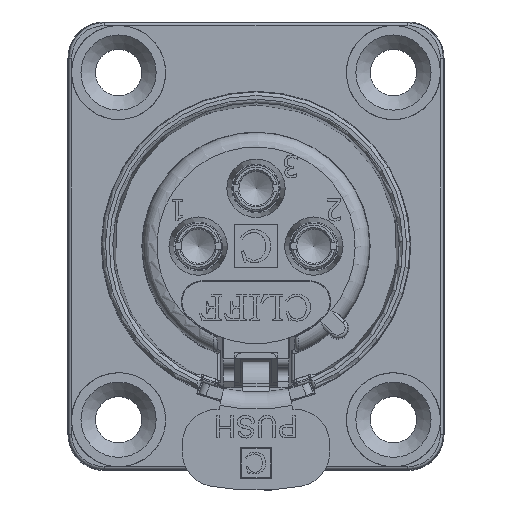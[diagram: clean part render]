
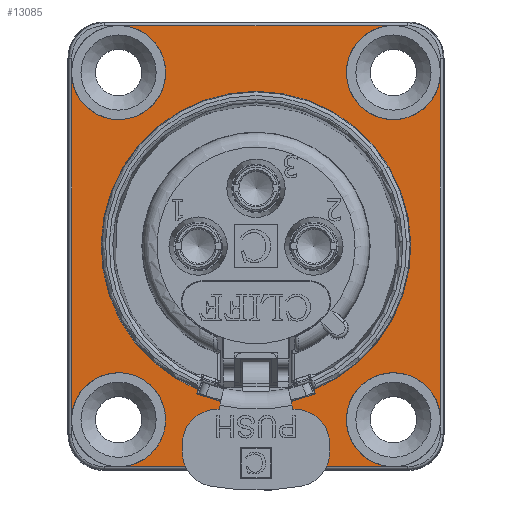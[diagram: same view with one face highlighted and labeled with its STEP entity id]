
A CAD part, top view. The second image highlights one B-rep face of the part: STEP entity #13085.
In plain terms, the highlighted planar face has unit normal (0, 0, 1).
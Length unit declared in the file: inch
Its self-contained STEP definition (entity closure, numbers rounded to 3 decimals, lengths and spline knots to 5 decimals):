
#241=FACE_BOUND('',#1816,.T.);
#1060=FACE_OUTER_BOUND('',#1815,.T.);
#1815=EDGE_LOOP('',(#9070,#9071,#9072,#9073,#9074,#9075,#9076,#9077));
#1816=EDGE_LOOP('',(#9078,#9079,#9080,#9081));
#2448=CIRCLE('',#13778,0.12795);
#2451=CIRCLE('',#13782,0.12795);
#2453=CIRCLE('',#13785,0.12795);
#2455=CIRCLE('',#13788,0.12795);
#2464=CIRCLE('',#13810,0.42126);
#2497=CIRCLE('',#13873,0.43307);
#3044=LINE('',#18961,#4160);
#3047=LINE('',#18987,#4163);
#3054=LINE('',#19040,#4170);
#3055=LINE('',#19056,#4171);
#3086=LINE('',#19302,#4202);
#3087=LINE('',#19305,#4203);
#4160=VECTOR('',#15122,0.92761);
#4163=VECTOR('',#15135,0.73076);
#4170=VECTOR('',#15176,0.73076);
#4171=VECTOR('',#15179,0.92761);
#4202=VECTOR('',#15402,0.01181);
#4203=VECTOR('',#15405,0.01181);
#5256=VERTEX_POINT('',#18953);
#5257=VERTEX_POINT('',#18960);
#5262=VERTEX_POINT('',#18979);
#5263=VERTEX_POINT('',#18986);
#5273=VERTEX_POINT('',#19026);
#5274=VERTEX_POINT('',#19033);
#5275=VERTEX_POINT('',#19042);
#5276=VERTEX_POINT('',#19049);
#5291=VERTEX_POINT('',#19108);
#5292=VERTEX_POINT('',#19110);
#5350=VERTEX_POINT('',#19301);
#5351=VERTEX_POINT('',#19303);
#6627=EDGE_CURVE('',#5256,#5257,#3044,.T.);
#6635=EDGE_CURVE('',#5262,#5263,#3047,.T.);
#6655=EDGE_CURVE('',#5274,#5273,#3054,.T.);
#6658=EDGE_CURVE('',#5276,#5275,#3055,.T.);
#6659=EDGE_CURVE('',#5274,#5257,#2448,.T.);
#6662=EDGE_CURVE('',#5276,#5273,#2451,.T.);
#6664=EDGE_CURVE('',#5256,#5263,#2453,.T.);
#6666=EDGE_CURVE('',#5262,#5275,#2455,.T.);
#6677=EDGE_CURVE('',#5292,#5291,#2464,.T.);
#6748=EDGE_CURVE('',#5291,#5350,#3086,.T.);
#6749=EDGE_CURVE('',#5350,#5351,#2497,.T.);
#6750=EDGE_CURVE('',#5351,#5292,#3087,.T.);
#9070=ORIENTED_EDGE('',*,*,#6666,.T.);
#9071=ORIENTED_EDGE('',*,*,#6658,.F.);
#9072=ORIENTED_EDGE('',*,*,#6662,.T.);
#9073=ORIENTED_EDGE('',*,*,#6655,.F.);
#9074=ORIENTED_EDGE('',*,*,#6659,.T.);
#9075=ORIENTED_EDGE('',*,*,#6627,.F.);
#9076=ORIENTED_EDGE('',*,*,#6664,.T.);
#9077=ORIENTED_EDGE('',*,*,#6635,.F.);
#9078=ORIENTED_EDGE('',*,*,#6748,.T.);
#9079=ORIENTED_EDGE('',*,*,#6749,.T.);
#9080=ORIENTED_EDGE('',*,*,#6750,.T.);
#9081=ORIENTED_EDGE('',*,*,#6677,.T.);
#11932=PLANE('',#13872);
#13085=ADVANCED_FACE('',(#1060,#241),#11932,.T.);
#13778=AXIS2_PLACEMENT_3D('',#19058,#15182,#15183);
#13782=AXIS2_PLACEMENT_3D('',#19064,#15190,#15191);
#13785=AXIS2_PLACEMENT_3D('',#19068,#15196,#15197);
#13788=AXIS2_PLACEMENT_3D('',#19072,#15202,#15203);
#13810=AXIS2_PLACEMENT_3D('',#19111,#15247,#15248);
#13872=AXIS2_PLACEMENT_3D('',#19300,#15400,#15401);
#13873=AXIS2_PLACEMENT_3D('',#19304,#15403,#15404);
#15122=DIRECTION('',(0.,1.,0.));
#15135=DIRECTION('',(-1.,0.,0.));
#15176=DIRECTION('',(1.,0.,0.));
#15179=DIRECTION('',(0.,-1.,0.));
#15182=DIRECTION('center_axis',(0.,0.,-1.));
#15183=DIRECTION('ref_axis',(-1.,0.,0.));
#15190=DIRECTION('center_axis',(0.,0.,-1.));
#15191=DIRECTION('ref_axis',(-1.,0.,0.));
#15196=DIRECTION('center_axis',(0.,0.,-1.));
#15197=DIRECTION('ref_axis',(-1.,0.,0.));
#15202=DIRECTION('center_axis',(0.,0.,-1.));
#15203=DIRECTION('ref_axis',(-1.,0.,0.));
#15247=DIRECTION('center_axis',(0.,0.,-1.));
#15248=DIRECTION('ref_axis',(-1.,0.,0.));
#15400=DIRECTION('center_axis',(0.,0.,1.));
#15401=DIRECTION('ref_axis',(1.,0.,0.));
#15402=DIRECTION('',(0.373,-0.928,0.));
#15403=DIRECTION('center_axis',(0.,0.,-1.));
#15404=DIRECTION('ref_axis',(-0.373,-0.928,0.));
#15405=DIRECTION('',(0.373,0.928,0.));
#18953=CARTESIAN_POINT('',(-0.50168,-0.4638,0.11024));
#18960=CARTESIAN_POINT('',(-0.50168,0.4638,0.11024));
#18961=CARTESIAN_POINT('',(-0.50168,-0.25591,0.11024));
#18979=CARTESIAN_POINT('',(0.36538,-0.6001,0.11024));
#18986=CARTESIAN_POINT('',(-0.36538,-0.6001,0.11024));
#18987=CARTESIAN_POINT('',(0.20669,-0.6001,0.11024));
#19026=CARTESIAN_POINT('',(0.36538,0.6001,0.11024));
#19033=CARTESIAN_POINT('',(-0.36538,0.6001,0.11024));
#19040=CARTESIAN_POINT('',(-0.20669,0.6001,0.11024));
#19042=CARTESIAN_POINT('',(0.50168,-0.4638,0.11024));
#19049=CARTESIAN_POINT('',(0.50168,0.4638,0.11024));
#19056=CARTESIAN_POINT('',(0.50168,0.25591,0.11024));
#19058=CARTESIAN_POINT('Origin',(-0.37402,0.47244,0.11024));
#19064=CARTESIAN_POINT('Origin',(0.37402,0.47244,0.11024));
#19068=CARTESIAN_POINT('Origin',(-0.37402,-0.47244,0.11024));
#19072=CARTESIAN_POINT('Origin',(0.37402,-0.47244,0.11024));
#19108=CARTESIAN_POINT('',(0.15702,-0.3909,0.11024));
#19110=CARTESIAN_POINT('',(-0.15702,-0.3909,0.11024));
#19111=CARTESIAN_POINT('Origin',(0.,0.,0.11024));
#19300=CARTESIAN_POINT('Origin',(0.,0.,0.11024));
#19301=CARTESIAN_POINT('',(0.16142,-0.40186,0.11024));
#19302=CARTESIAN_POINT('',(0.08071,-0.20093,0.11024));
#19303=CARTESIAN_POINT('',(-0.16142,-0.40186,0.11024));
#19304=CARTESIAN_POINT('Origin',(0.,0.,0.11024));
#19305=CARTESIAN_POINT('',(-0.0697,-0.17353,0.11024));
